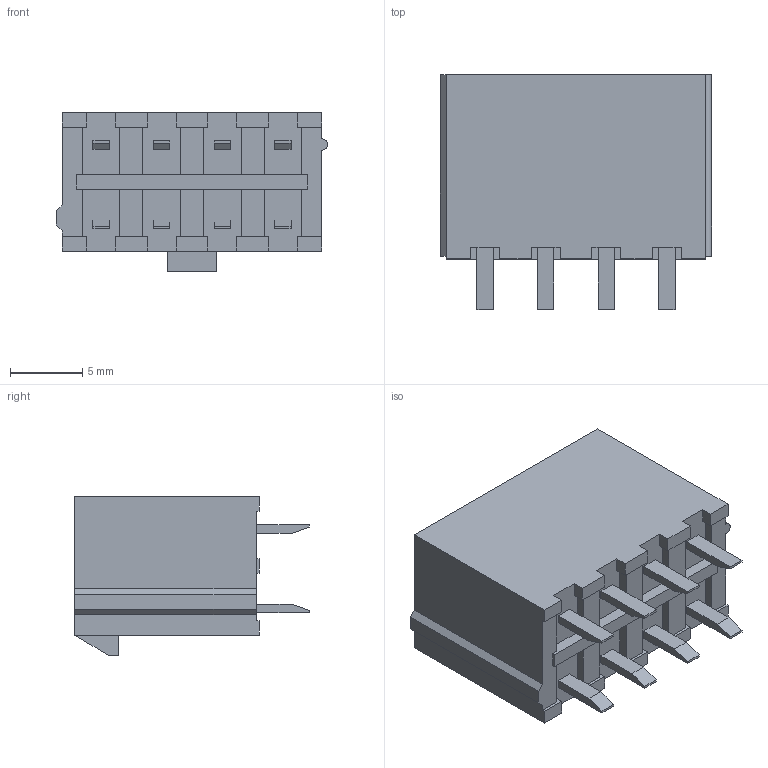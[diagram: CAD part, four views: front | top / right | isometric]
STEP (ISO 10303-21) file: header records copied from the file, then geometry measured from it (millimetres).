
FILE_DESCRIPTION((''),'2;1');
FILE_NAME('039281083','2014-08-13T',('me'),(''),'PRO/ENGINEER BY PARAMETRIC TECHNOLOGY CORPORATION, 2011490','PRO/ENGINEER BY PARAMETRIC TECHNOLOGY CORPORATION, 2011490','');
FILE_SCHEMA(('CONFIG_CONTROL_DESIGN'));
Length unit declared in the file: millimetre
Products named in the file (1): 039281083
Bounding box: 18.8 x 16.3 x 11 mm (x, y, z)
Volume: 1312.6 mm3; surface area: 2439.1 mm2
Topology: 1 solids, 1 shells, 257 faces, 707 edges, 476 vertices
Faces by surface type: plane 248, cylinder 9
Entity records: 8054 total; most frequent: CARTESIAN_POINT 1425, ORIENTED_EDGE 1382, DIRECTION 1257, EDGE_CURVE 691, VECTOR 673, LINE 673, VERTEX_POINT 460, AXIS2_PLACEMENT_3D 292
